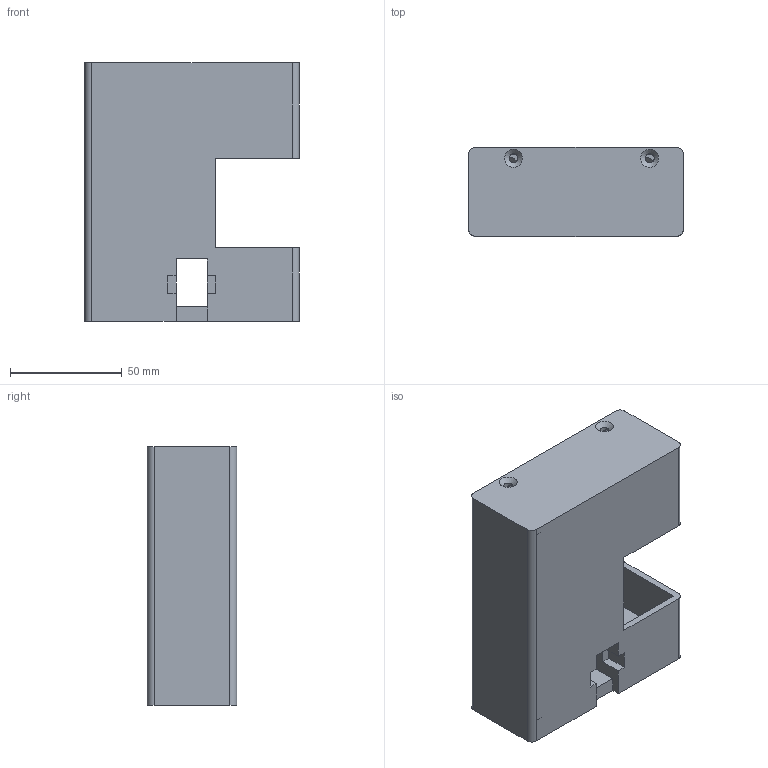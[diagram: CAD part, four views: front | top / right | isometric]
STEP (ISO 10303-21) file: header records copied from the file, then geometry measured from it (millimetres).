
FILE_DESCRIPTION(/* description */ (''),/* implementation_level */ '2;1');
FILE_NAME(/* name */ 'motor_side.step',/* time_stamp */ '2021-07-25T16:33:26+03:00',/* author */ (''),/* organization */ (''),/* preprocessor_version */ 'ST-DEVELOPER v18.1',/* originating_system */ 'Autodesk Translation Framework v10.9.0.1377',/* authorisation */ '');
FILE_SCHEMA (('AUTOMOTIVE_DESIGN { 1 0 10303 214 3 1 1 }'));
Length unit declared in the file: millimetre
Products named in the file (2): motor_side_v3; Motor_side_v2 v4
Assembly tree (1 placements, depth 2):
  motor_side_v3
    Motor_side_v2 v4
Bounding box: 96 x 40 x 116 mm (x, y, z)
Volume: 121697.9 mm3; surface area: 72563.2 mm2
Topology: 2 solids, 2 shells, 213 faces, 591 edges, 385 vertices
Faces by surface type: plane 167, cylinder 40, cone 6
Full cylindrical faces by diameter (mm): 2.8 x3, 3.9 x4, 4 x4, 5.5 x1, 6.1 x4, 11.5 x4, 25 x1
Entity records: 6869 total; most frequent: CARTESIAN_POINT 1242, ORIENTED_EDGE 1182, DIRECTION 1103, EDGE_CURVE 591, LINE 499, VECTOR 499, VERTEX_POINT 385, AXIS2_PLACEMENT_3D 302
